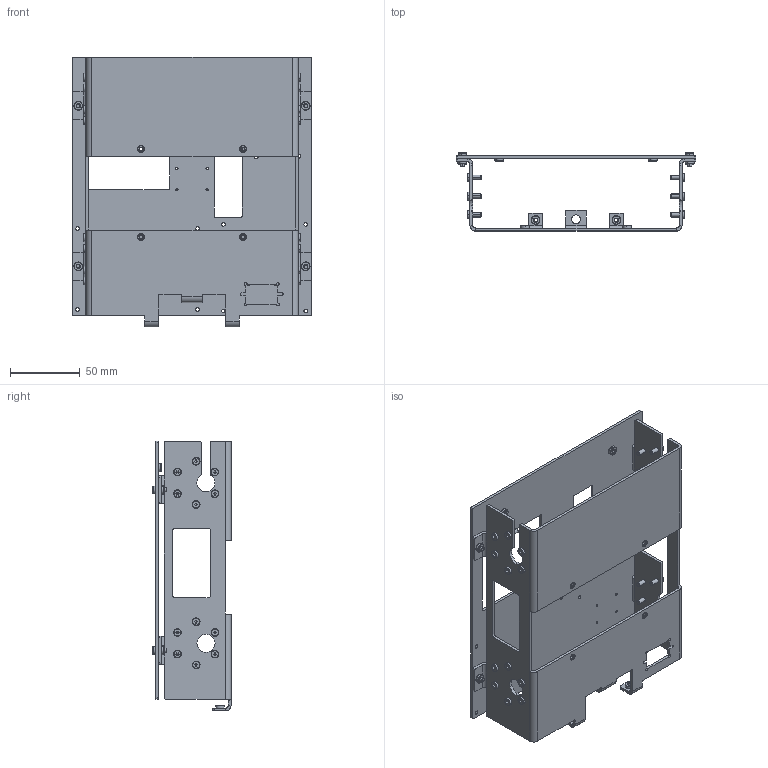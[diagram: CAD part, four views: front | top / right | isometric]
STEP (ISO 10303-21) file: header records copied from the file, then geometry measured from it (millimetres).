
FILE_DESCRIPTION (( 'STEP AP214' ), '1' );
FILE_NAME ('HEL-03-01007-00.step', '2023-07-26T14:07:40', ( '' ), ( '' ), 'SwSTEP 2.0', 'SolidWorks 2021', '' );
FILE_SCHEMA (( 'AUTOMOTIVE_DESIGN' ));
Length unit declared in the file: millimetre
Products named in the file (7): socket head thin cap screw_din_DIN 7984 - M3 x 8 --- 8N; aluminum nut_pmm_PEM CLA-M3-2 ---N; HEL-04-01000-02; HEL-03-01007-00; HEL-03-01009-00; HEL-04-01010-01; HEL-03-01010-00
Assembly tree (44 placements, depth 3):
  HEL-03-01007-00
    HEL-03-01009-00
      HEL-04-01000-02
      aluminum nut_pmm_PEM CLA-M3-2 ---N  x10
    HEL-03-01010-00
      HEL-04-01010-01
      aluminum nut_pmm_PEM CLA-M3-2 ---N  x2
    socket head thin cap screw_din_DIN 7984 - M3 x 8 --- 8N  x28
Bounding box: 172 x 56 x 193.5 mm (x, y, z)
Volume: 122995.9 mm3; surface area: 133864.1 mm2
Topology: 42 solids, 42 shells, 2342 faces, 5970 edges, 3746 vertices
Faces by surface type: plane 1568, cylinder 454, cone 208, torus 112
Entity records: 15946 total; most frequent: DIRECTION 2850, CARTESIAN_POINT 2660, ORIENTED_EDGE 2600, EDGE_CURVE 1300, AXIS2_PLACEMENT_3D 1021, VERTEX_POINT 831, LINE 808, VECTOR 808
